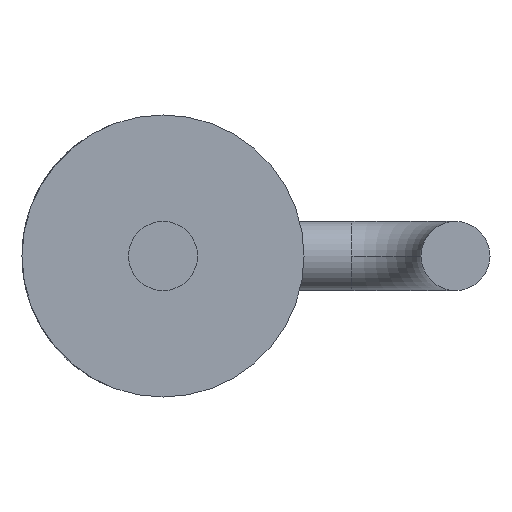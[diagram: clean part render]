
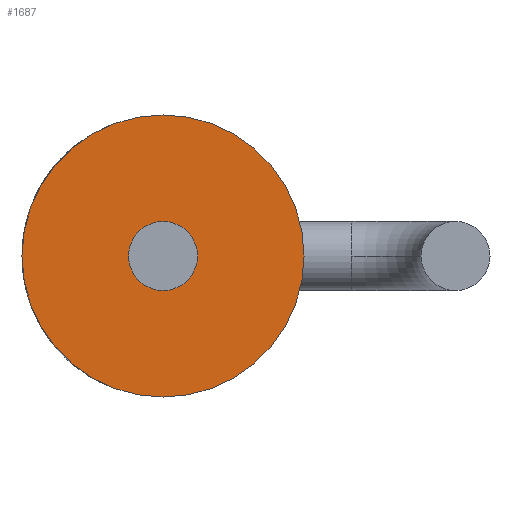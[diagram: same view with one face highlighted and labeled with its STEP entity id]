
A CAD part, front view. The second image highlights one B-rep face of the part: STEP entity #1687.
In plain terms, the highlighted planar face has unit normal (0, -1, 0).
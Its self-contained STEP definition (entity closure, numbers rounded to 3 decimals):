
#48 = FACE_BOUND ( 'NONE', #2500, .T. ) ;
#66 = FACE_OUTER_BOUND ( 'NONE', #2621, .T. ) ;
#109 = CARTESIAN_POINT ( 'NONE',  ( 0., 1., 1.225 ) ) ;
#200 = CIRCLE ( 'NONE', #2363, 1.225 ) ;
#298 = CARTESIAN_POINT ( 'NONE',  ( 0., 1., 0. ) ) ;
#374 = CIRCLE ( 'NONE', #1869, 1.225 ) ;
#782 = EDGE_CURVE ( 'NONE', #1638, #1930, #815, .T. ) ;
#815 = CIRCLE ( 'NONE', #874, 0.3 ) ;
#830 = EDGE_CURVE ( 'NONE', #1930, #1638, #1998, .T. ) ;
#874 = AXIS2_PLACEMENT_3D ( 'NONE', #298, #3795, #1456 ) ;
#1023 = DIRECTION ( 'NONE',  ( 0., 0., 1. ) ) ;
#1266 = CARTESIAN_POINT ( 'NONE',  ( 0., 1., -1.225 ) ) ;
#1268 = CARTESIAN_POINT ( 'NONE',  ( 0., 1., 0. ) ) ;
#1287 = CARTESIAN_POINT ( 'NONE',  ( 0.3, 1., 0. ) ) ;
#1456 = DIRECTION ( 'NONE',  ( 0., 0., 1. ) ) ;
#1599 = ORIENTED_EDGE ( 'NONE', *, *, #2534, .F. ) ;
#1631 = DIRECTION ( 'NONE',  ( 0., 0., 1. ) ) ;
#1638 = VERTEX_POINT ( 'NONE', #3591 ) ;
#1687 = ADVANCED_FACE ( 'NONE', ( #48, #66 ), #1961, .F. ) ;
#1869 = AXIS2_PLACEMENT_3D ( 'NONE', #2462, #2103, #2340 ) ;
#1928 = AXIS2_PLACEMENT_3D ( 'NONE', #2382, #3003, #2400 ) ;
#1930 = VERTEX_POINT ( 'NONE', #1287 ) ;
#1961 = PLANE ( 'NONE',  #2058 ) ;
#1979 = DIRECTION ( 'NONE',  ( 0., 1., 0. ) ) ;
#1998 = CIRCLE ( 'NONE', #1928, 0.3 ) ;
#2058 = AXIS2_PLACEMENT_3D ( 'NONE', #2499, #1979, #1023 ) ;
#2102 = ORIENTED_EDGE ( 'NONE', *, *, #830, .F. ) ;
#2103 = DIRECTION ( 'NONE',  ( 0., 1., 0. ) ) ;
#2218 = VERTEX_POINT ( 'NONE', #1266 ) ;
#2340 = DIRECTION ( 'NONE',  ( 0., 0., 1. ) ) ;
#2363 = AXIS2_PLACEMENT_3D ( 'NONE', #1268, #3562, #1631 ) ;
#2382 = CARTESIAN_POINT ( 'NONE',  ( 0., 1., 0. ) ) ;
#2400 = DIRECTION ( 'NONE',  ( 0., 0., 1. ) ) ;
#2462 = CARTESIAN_POINT ( 'NONE',  ( 0., 1., 0. ) ) ;
#2499 = CARTESIAN_POINT ( 'NONE',  ( 0., 1., 0. ) ) ;
#2500 = EDGE_LOOP ( 'NONE', ( #2102, #3768 ) ) ;
#2534 = EDGE_CURVE ( 'NONE', #2218, #3431, #374, .T. ) ;
#2621 = EDGE_LOOP ( 'NONE', ( #1599, #3115 ) ) ;
#3003 = DIRECTION ( 'NONE',  ( 0., -1., 0. ) ) ;
#3059 = EDGE_CURVE ( 'NONE', #3431, #2218, #200, .T. ) ;
#3115 = ORIENTED_EDGE ( 'NONE', *, *, #3059, .F. ) ;
#3431 = VERTEX_POINT ( 'NONE', #109 ) ;
#3562 = DIRECTION ( 'NONE',  ( 0., 1., 0. ) ) ;
#3591 = CARTESIAN_POINT ( 'NONE',  ( -0.3, 1., 0. ) ) ;
#3768 = ORIENTED_EDGE ( 'NONE', *, *, #782, .F. ) ;
#3795 = DIRECTION ( 'NONE',  ( 0., -1., 0. ) ) ;
